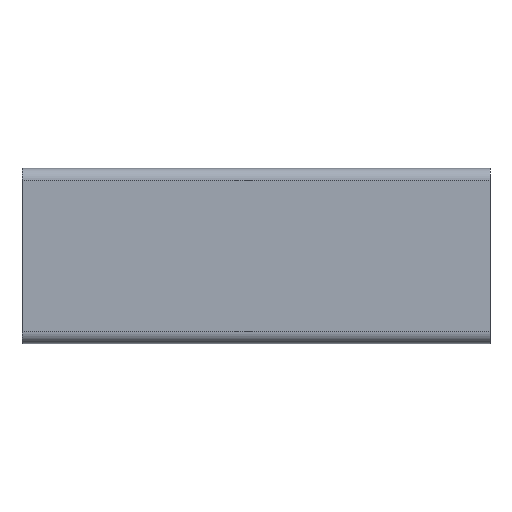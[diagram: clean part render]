
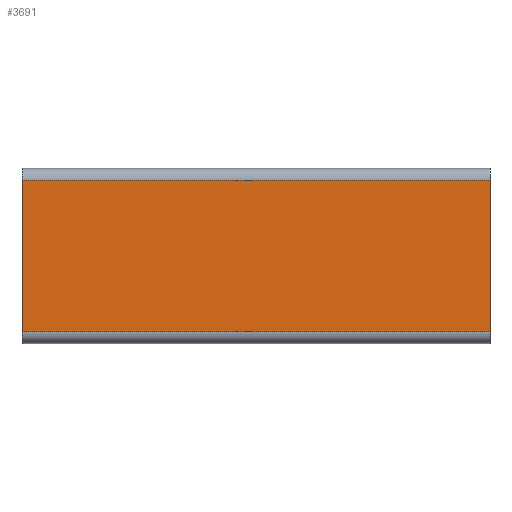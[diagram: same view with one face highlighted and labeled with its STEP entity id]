
A CAD part, front view. The second image highlights one B-rep face of the part: STEP entity #3691.
In plain terms, the highlighted planar face has unit normal (0, -1, 0).
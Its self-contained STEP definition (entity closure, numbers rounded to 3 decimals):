
#45 = PLANE('',#46);
#46 = AXIS2_PLACEMENT_3D('',#47,#48,#49);
#47 = CARTESIAN_POINT('',(200.,1.933,-1.933));
#48 = DIRECTION('',(-1.,0.,0.));
#49 = DIRECTION('',(0.,0.,1.));
#106 = PLANE('',#107);
#107 = AXIS2_PLACEMENT_3D('',#108,#109,#110);
#108 = CARTESIAN_POINT('',(79.884,120.5,
    -45.075));
#109 = DIRECTION('',(1.,0.,0.));
#110 = DIRECTION('',(0.,0.,-1.));
#258 = VERTEX_POINT('',#259);
#259 = CARTESIAN_POINT('',(79.884,-22.5,
    -19.5));
#276 = CYLINDRICAL_SURFACE('',#277,3.);
#277 = AXIS2_PLACEMENT_3D('',#278,#279,#280);
#278 = CARTESIAN_POINT('',(0.,-19.5,-19.5));
#279 = DIRECTION('',(1.,0.,-0.));
#280 = DIRECTION('',(0.,-0.707,-0.707));
#288 = EDGE_CURVE('',#258,#289,#291,.T.);
#289 = VERTEX_POINT('',#290);
#290 = CARTESIAN_POINT('',(79.884,-22.5,
    19.5));
#291 = SURFACE_CURVE('',#292,(#296,#303),.PCURVE_S1.);
#292 = LINE('',#293,#294);
#293 = CARTESIAN_POINT('',(79.884,-22.5,
    -45.075));
#294 = VECTOR('',#295,1.);
#295 = DIRECTION('',(0.,0.,1.));
#296 = PCURVE('',#106,#297);
#297 = DEFINITIONAL_REPRESENTATION('',(#298),#302);
#298 = LINE('',#299,#300);
#299 = CARTESIAN_POINT('',(0.,-143.));
#300 = VECTOR('',#301,1.);
#301 = DIRECTION('',(-1.,0.));
#302 = ( GEOMETRIC_REPRESENTATION_CONTEXT(2) 
PARAMETRIC_REPRESENTATION_CONTEXT() REPRESENTATION_CONTEXT('2D SPACE',''
  ) );
#303 = PCURVE('',#304,#309);
#304 = PLANE('',#305);
#305 = AXIS2_PLACEMENT_3D('',#306,#307,#308);
#306 = CARTESIAN_POINT('',(0.,-22.5,0.));
#307 = DIRECTION('',(0.,-1.,0.));
#308 = DIRECTION('',(0.,0.,-1.));
#309 = DEFINITIONAL_REPRESENTATION('',(#310),#314);
#310 = LINE('',#311,#312);
#311 = CARTESIAN_POINT('',(45.075,79.884));
#312 = VECTOR('',#313,1.);
#313 = DIRECTION('',(-1.,0.));
#314 = ( GEOMETRIC_REPRESENTATION_CONTEXT(2) 
PARAMETRIC_REPRESENTATION_CONTEXT() REPRESENTATION_CONTEXT('2D SPACE',''
  ) );
#333 = CYLINDRICAL_SURFACE('',#334,3.);
#334 = AXIS2_PLACEMENT_3D('',#335,#336,#337);
#335 = CARTESIAN_POINT('',(0.,-19.5,19.5));
#336 = DIRECTION('',(1.,-0.,-0.));
#337 = DIRECTION('',(0.,-0.707,0.707));
#3691 = ADVANCED_FACE('',(#3692),#304,.T.);
#3692 = FACE_BOUND('',#3693,.T.);
#3693 = EDGE_LOOP('',(#3694,#3695,#3718,#3741));
#3694 = ORIENTED_EDGE('',*,*,#288,.F.);
#3695 = ORIENTED_EDGE('',*,*,#3696,.T.);
#3696 = EDGE_CURVE('',#258,#3697,#3699,.T.);
#3697 = VERTEX_POINT('',#3698);
#3698 = CARTESIAN_POINT('',(200.,-22.5,-19.5));
#3699 = SURFACE_CURVE('',#3700,(#3704,#3711),.PCURVE_S1.);
#3700 = LINE('',#3701,#3702);
#3701 = CARTESIAN_POINT('',(0.,-22.5,-19.5));
#3702 = VECTOR('',#3703,1.);
#3703 = DIRECTION('',(1.,0.,0.));
#3704 = PCURVE('',#304,#3705);
#3705 = DEFINITIONAL_REPRESENTATION('',(#3706),#3710);
#3706 = LINE('',#3707,#3708);
#3707 = CARTESIAN_POINT('',(19.5,0.));
#3708 = VECTOR('',#3709,1.);
#3709 = DIRECTION('',(0.,1.));
#3710 = ( GEOMETRIC_REPRESENTATION_CONTEXT(2) 
PARAMETRIC_REPRESENTATION_CONTEXT() REPRESENTATION_CONTEXT('2D SPACE',''
  ) );
#3711 = PCURVE('',#276,#3712);
#3712 = DEFINITIONAL_REPRESENTATION('',(#3713),#3717);
#3713 = LINE('',#3714,#3715);
#3714 = CARTESIAN_POINT('',(5.498,0.));
#3715 = VECTOR('',#3716,1.);
#3716 = DIRECTION('',(0.,1.));
#3717 = ( GEOMETRIC_REPRESENTATION_CONTEXT(2) 
PARAMETRIC_REPRESENTATION_CONTEXT() REPRESENTATION_CONTEXT('2D SPACE',''
  ) );
#3718 = ORIENTED_EDGE('',*,*,#3719,.T.);
#3719 = EDGE_CURVE('',#3697,#3720,#3722,.T.);
#3720 = VERTEX_POINT('',#3721);
#3721 = CARTESIAN_POINT('',(200.,-22.5,19.5));
#3722 = SURFACE_CURVE('',#3723,(#3727,#3734),.PCURVE_S1.);
#3723 = LINE('',#3724,#3725);
#3724 = CARTESIAN_POINT('',(200.,-22.5,-19.5));
#3725 = VECTOR('',#3726,1.);
#3726 = DIRECTION('',(0.,0.,1.));
#3727 = PCURVE('',#304,#3728);
#3728 = DEFINITIONAL_REPRESENTATION('',(#3729),#3733);
#3729 = LINE('',#3730,#3731);
#3730 = CARTESIAN_POINT('',(19.5,200.));
#3731 = VECTOR('',#3732,1.);
#3732 = DIRECTION('',(-1.,0.));
#3733 = ( GEOMETRIC_REPRESENTATION_CONTEXT(2) 
PARAMETRIC_REPRESENTATION_CONTEXT() REPRESENTATION_CONTEXT('2D SPACE',''
  ) );
#3734 = PCURVE('',#45,#3735);
#3735 = DEFINITIONAL_REPRESENTATION('',(#3736),#3740);
#3736 = LINE('',#3737,#3738);
#3737 = CARTESIAN_POINT('',(-17.567,-24.433));
#3738 = VECTOR('',#3739,1.);
#3739 = DIRECTION('',(1.,0.));
#3740 = ( GEOMETRIC_REPRESENTATION_CONTEXT(2) 
PARAMETRIC_REPRESENTATION_CONTEXT() REPRESENTATION_CONTEXT('2D SPACE',''
  ) );
#3741 = ORIENTED_EDGE('',*,*,#3742,.F.);
#3742 = EDGE_CURVE('',#289,#3720,#3743,.T.);
#3743 = SURFACE_CURVE('',#3744,(#3748,#3755),.PCURVE_S1.);
#3744 = LINE('',#3745,#3746);
#3745 = CARTESIAN_POINT('',(0.,-22.5,19.5));
#3746 = VECTOR('',#3747,1.);
#3747 = DIRECTION('',(1.,0.,0.));
#3748 = PCURVE('',#304,#3749);
#3749 = DEFINITIONAL_REPRESENTATION('',(#3750),#3754);
#3750 = LINE('',#3751,#3752);
#3751 = CARTESIAN_POINT('',(-19.5,0.));
#3752 = VECTOR('',#3753,1.);
#3753 = DIRECTION('',(0.,1.));
#3754 = ( GEOMETRIC_REPRESENTATION_CONTEXT(2) 
PARAMETRIC_REPRESENTATION_CONTEXT() REPRESENTATION_CONTEXT('2D SPACE',''
  ) );
#3755 = PCURVE('',#333,#3756);
#3756 = DEFINITIONAL_REPRESENTATION('',(#3757),#3761);
#3757 = LINE('',#3758,#3759);
#3758 = CARTESIAN_POINT('',(7.069,0.));
#3759 = VECTOR('',#3760,1.);
#3760 = DIRECTION('',(0.,1.));
#3761 = ( GEOMETRIC_REPRESENTATION_CONTEXT(2) 
PARAMETRIC_REPRESENTATION_CONTEXT() REPRESENTATION_CONTEXT('2D SPACE',''
  ) );
